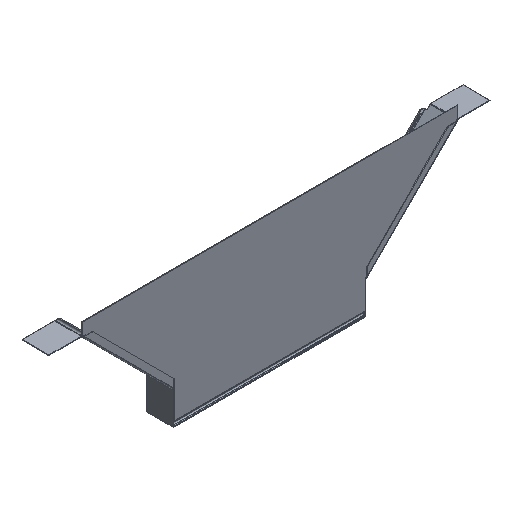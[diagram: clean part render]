
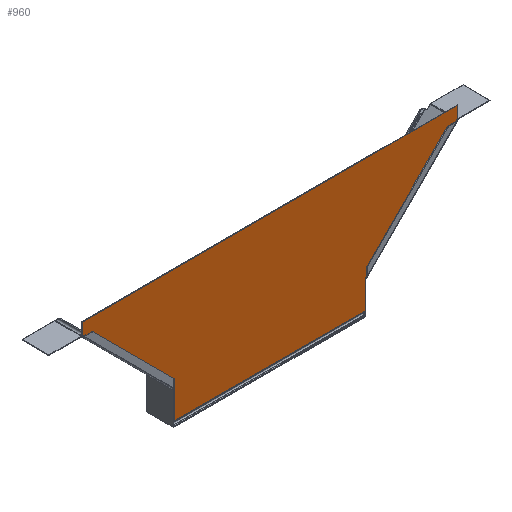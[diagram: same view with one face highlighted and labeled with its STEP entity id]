
A CAD part, isometric view. The second image highlights one B-rep face of the part: STEP entity #960.
In plain terms, the highlighted planar face has unit normal (0, -1, 0).
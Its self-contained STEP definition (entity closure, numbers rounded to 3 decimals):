
#70 = LINE ( 'NONE', #2958, #1274 ) ;
#106 = LINE ( 'NONE', #613, #1799 ) ;
#109 = CARTESIAN_POINT ( 'NONE',  ( 294., -2., -67.181 ) ) ;
#189 = EDGE_CURVE ( 'NONE', #1577, #1092, #1245, .T. ) ;
#249 = VERTEX_POINT ( 'NONE', #109 ) ;
#311 = LINE ( 'NONE', #1727, #1796 ) ;
#327 = EDGE_CURVE ( 'NONE', #1577, #437, #839, .T. ) ;
#344 = CARTESIAN_POINT ( 'NONE',  ( 580., -2., 340.169 ) ) ;
#366 = AXIS2_PLACEMENT_3D ( 'NONE', #2281, #660, #2822 ) ;
#373 = EDGE_CURVE ( 'NONE', #249, #2601, #311, .T. ) ;
#437 = VERTEX_POINT ( 'NONE', #344 ) ;
#507 = EDGE_LOOP ( 'NONE', ( #1006, #1179, #864, #2353, #1140, #1482, #2296, #2602 ) ) ;
#560 = CARTESIAN_POINT ( 'NONE',  ( 294., -2., 19.169 ) ) ;
#575 = EDGE_CURVE ( 'NONE', #2645, #1492, #106, .T. ) ;
#613 = CARTESIAN_POINT ( 'NONE',  ( -294., -2., -67.181 ) ) ;
#617 = VECTOR ( 'NONE', #1445, 1000. ) ;
#660 = DIRECTION ( 'NONE',  ( 0., -1., 0. ) ) ;
#749 = CARTESIAN_POINT ( 'NONE',  ( -580., -2., 340.169 ) ) ;
#755 = VECTOR ( 'NONE', #1745, 1000. ) ;
#800 = DIRECTION ( 'NONE',  ( -1., 0., 0. ) ) ;
#810 = CARTESIAN_POINT ( 'NONE',  ( -294., -2., 19.169 ) ) ;
#839 = LINE ( 'NONE', #1551, #3035 ) ;
#864 = ORIENTED_EDGE ( 'NONE', *, *, #1322, .F. ) ;
#900 = VERTEX_POINT ( 'NONE', #1850 ) ;
#902 = FACE_OUTER_BOUND ( 'NONE', #507, .T. ) ;
#960 = ADVANCED_FACE ( 'NONE', ( #902 ), #2603, .T. ) ;
#1006 = ORIENTED_EDGE ( 'NONE', *, *, #3009, .F. ) ;
#1009 = DIRECTION ( 'NONE',  ( 0., 0., -1. ) ) ;
#1069 = CARTESIAN_POINT ( 'NONE',  ( -580., -2., 305.169 ) ) ;
#1092 = VERTEX_POINT ( 'NONE', #1069 ) ;
#1140 = ORIENTED_EDGE ( 'NONE', *, *, #1177, .F. ) ;
#1177 = EDGE_CURVE ( 'NONE', #900, #2601, #2651, .T. ) ;
#1179 = ORIENTED_EDGE ( 'NONE', *, *, #575, .F. ) ;
#1245 = LINE ( 'NONE', #749, #617 ) ;
#1271 = DIRECTION ( 'NONE',  ( 1., 0., 0. ) ) ;
#1274 = VECTOR ( 'NONE', #800, 1000. ) ;
#1322 = EDGE_CURVE ( 'NONE', #249, #2645, #70, .T. ) ;
#1445 = DIRECTION ( 'NONE',  ( 0., 0., -1. ) ) ;
#1482 = ORIENTED_EDGE ( 'NONE', *, *, #2323, .F. ) ;
#1492 = VERTEX_POINT ( 'NONE', #2189 ) ;
#1507 = CARTESIAN_POINT ( 'NONE',  ( -294., -2., -67.181 ) ) ;
#1551 = CARTESIAN_POINT ( 'NONE',  ( -580., -2., 340.169 ) ) ;
#1577 = VERTEX_POINT ( 'NONE', #2275 ) ;
#1727 = CARTESIAN_POINT ( 'NONE',  ( 294., -2., -67.181 ) ) ;
#1745 = DIRECTION ( 'NONE',  ( -0.707, 0., 0.707 ) ) ;
#1796 = VECTOR ( 'NONE', #2708, 1000. ) ;
#1799 = VECTOR ( 'NONE', #2260, 1000. ) ;
#1850 = CARTESIAN_POINT ( 'NONE',  ( 580., -2., 305.169 ) ) ;
#1886 = CARTESIAN_POINT ( 'NONE',  ( 294., -2., 19.169 ) ) ;
#1904 = DIRECTION ( 'NONE',  ( -0.707, 0., -0.707 ) ) ;
#2016 = VECTOR ( 'NONE', #1009, 1000. ) ;
#2024 = LINE ( 'NONE', #810, #755 ) ;
#2189 = CARTESIAN_POINT ( 'NONE',  ( -294., -2., 19.169 ) ) ;
#2260 = DIRECTION ( 'NONE',  ( 0., 0., 1. ) ) ;
#2275 = CARTESIAN_POINT ( 'NONE',  ( -580., -2., 340.169 ) ) ;
#2281 = CARTESIAN_POINT ( 'NONE',  ( 0., -2., 0. ) ) ;
#2296 = ORIENTED_EDGE ( 'NONE', *, *, #327, .F. ) ;
#2313 = VECTOR ( 'NONE', #1904, 1000. ) ;
#2323 = EDGE_CURVE ( 'NONE', #437, #900, #2364, .T. ) ;
#2353 = ORIENTED_EDGE ( 'NONE', *, *, #373, .T. ) ;
#2364 = LINE ( 'NONE', #2680, #2016 ) ;
#2601 = VERTEX_POINT ( 'NONE', #560 ) ;
#2602 = ORIENTED_EDGE ( 'NONE', *, *, #189, .T. ) ;
#2603 = PLANE ( 'NONE',  #366 ) ;
#2645 = VERTEX_POINT ( 'NONE', #1507 ) ;
#2651 = LINE ( 'NONE', #1886, #2313 ) ;
#2680 = CARTESIAN_POINT ( 'NONE',  ( 580., -2., 340.169 ) ) ;
#2708 = DIRECTION ( 'NONE',  ( 0., 0., 1. ) ) ;
#2822 = DIRECTION ( 'NONE',  ( 0., 0., -1. ) ) ;
#2958 = CARTESIAN_POINT ( 'NONE',  ( 294., -2., -67.181 ) ) ;
#3009 = EDGE_CURVE ( 'NONE', #1492, #1092, #2024, .T. ) ;
#3035 = VECTOR ( 'NONE', #1271, 1000. ) ;
